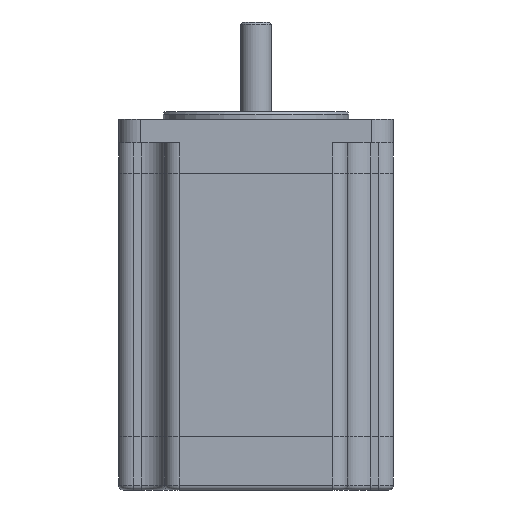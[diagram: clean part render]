
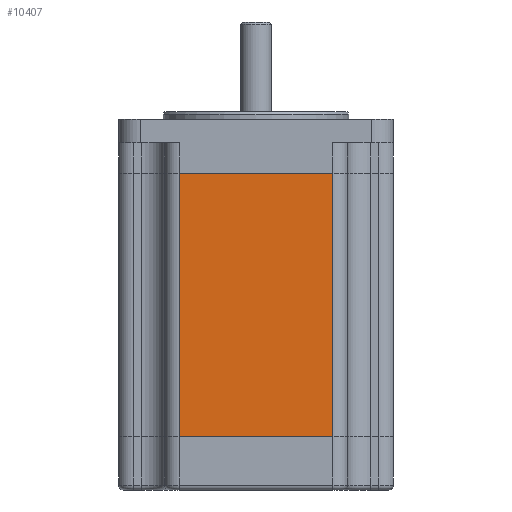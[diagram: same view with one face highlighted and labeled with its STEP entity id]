
A CAD part, front view. The second image highlights one B-rep face of the part: STEP entity #10407.
In plain terms, the highlighted planar face has unit normal (0, -1, 0).
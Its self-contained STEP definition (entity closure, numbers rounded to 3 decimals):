
#464 = VECTOR ( 'NONE', #9136, 1000. ) ;
#479 = ORIENTED_EDGE ( 'NONE', *, *, #6953, .F. ) ;
#806 = EDGE_LOOP ( 'NONE', ( #8451, #479, #11130, #1000 ) ) ;
#814 = CARTESIAN_POINT ( 'NONE',  ( 15.75, -28.2, -54. ) ) ;
#1000 = ORIENTED_EDGE ( 'NONE', *, *, #4971, .T. ) ;
#1460 = VERTEX_POINT ( 'NONE', #9594 ) ;
#1636 = CARTESIAN_POINT ( 'NONE',  ( -15.75, -28.2, -54. ) ) ;
#2045 = CARTESIAN_POINT ( 'NONE',  ( 15.75, -28.2, -54. ) ) ;
#2090 = LINE ( 'NONE', #4704, #11759 ) ;
#2123 = DIRECTION ( 'NONE',  ( -1., 0., 0. ) ) ;
#2338 = EDGE_CURVE ( 'NONE', #10170, #9729, #2090, .T. ) ;
#3722 = CARTESIAN_POINT ( 'NONE',  ( 15.75, -28.2, -54. ) ) ;
#4192 = VECTOR ( 'NONE', #10242, 1000. ) ;
#4302 = CARTESIAN_POINT ( 'NONE',  ( 15.75, -28.2, 0. ) ) ;
#4704 = CARTESIAN_POINT ( 'NONE',  ( 15.75, -28.2, 0. ) ) ;
#4971 = EDGE_CURVE ( 'NONE', #1460, #10170, #11197, .T. ) ;
#6953 = EDGE_CURVE ( 'NONE', #9102, #9729, #11606, .T. ) ;
#7373 = DIRECTION ( 'NONE',  ( 0., 1., 0. ) ) ;
#7927 = AXIS2_PLACEMENT_3D ( 'NONE', #814, #7373, #8415 ) ;
#8415 = DIRECTION ( 'NONE',  ( 0., 0., 1. ) ) ;
#8451 = ORIENTED_EDGE ( 'NONE', *, *, #2338, .T. ) ;
#8757 = EDGE_CURVE ( 'NONE', #1460, #9102, #10369, .T. ) ;
#9102 = VERTEX_POINT ( 'NONE', #9204 ) ;
#9136 = DIRECTION ( 'NONE',  ( 0., 0., 1. ) ) ;
#9204 = CARTESIAN_POINT ( 'NONE',  ( -15.75, -28.2, -54. ) ) ;
#9594 = CARTESIAN_POINT ( 'NONE',  ( 15.75, -28.2, -54. ) ) ;
#9729 = VERTEX_POINT ( 'NONE', #12106 ) ;
#10170 = VERTEX_POINT ( 'NONE', #4302 ) ;
#10242 = DIRECTION ( 'NONE',  ( 0., 0., 1. ) ) ;
#10369 = LINE ( 'NONE', #2045, #10805 ) ;
#10407 = ADVANCED_FACE ( 'NONE', ( #11202 ), #12022, .F. ) ;
#10805 = VECTOR ( 'NONE', #2123, 1000. ) ;
#11130 = ORIENTED_EDGE ( 'NONE', *, *, #8757, .F. ) ;
#11197 = LINE ( 'NONE', #3722, #4192 ) ;
#11202 = FACE_OUTER_BOUND ( 'NONE', #806, .T. ) ;
#11606 = LINE ( 'NONE', #1636, #464 ) ;
#11759 = VECTOR ( 'NONE', #12103, 1000. ) ;
#12022 = PLANE ( 'NONE',  #7927 ) ;
#12103 = DIRECTION ( 'NONE',  ( -1., 0., 0. ) ) ;
#12106 = CARTESIAN_POINT ( 'NONE',  ( -15.75, -28.2, 0. ) ) ;
